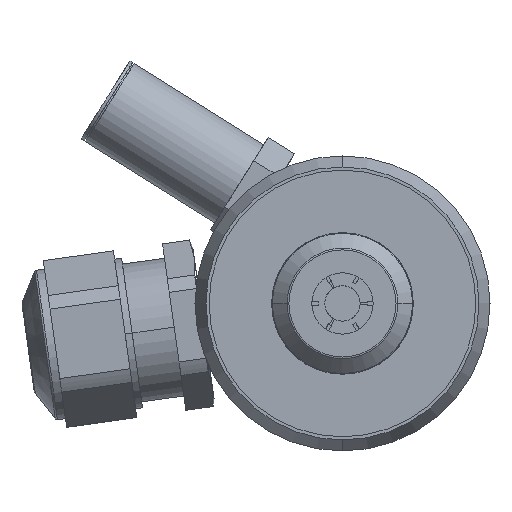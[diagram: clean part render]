
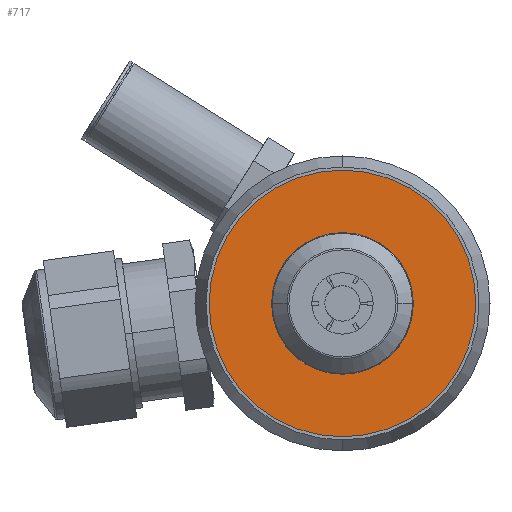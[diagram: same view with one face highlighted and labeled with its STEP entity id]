
A CAD part, left-side view. The second image highlights one B-rep face of the part: STEP entity #717.
In plain terms, the highlighted planar face has unit normal (-1, 0, 0).
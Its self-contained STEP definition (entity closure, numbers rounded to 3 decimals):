
#521 = EDGE_LOOP ( 'NONE', ( #813, #522 ) ) ;
#522 = ORIENTED_EDGE ( 'NONE', *, *, #861, .T. ) ;
#645 = VERTEX_POINT ( 'NONE', #3882 ) ;
#650 = EDGE_CURVE ( 'NONE', #752, #645, #3884, .T. ) ;
#684 = EDGE_LOOP ( 'NONE', ( #685, #687 ) ) ;
#685 = ORIENTED_EDGE ( 'NONE', *, *, #650, .F. ) ;
#687 = ORIENTED_EDGE ( 'NONE', *, *, #716, .F. ) ;
#716 = EDGE_CURVE ( 'NONE', #645, #752, #4027, .T. ) ;
#717 = ADVANCED_FACE ( 'NONE', ( #4135, #3995 ), #4107, .T. ) ;
#752 = VERTEX_POINT ( 'NONE', #4067 ) ;
#757 = EDGE_CURVE ( 'NONE', #805, #804, #4012, .T. ) ;
#804 = VERTEX_POINT ( 'NONE', #4277 ) ;
#805 = VERTEX_POINT ( 'NONE', #4219 ) ;
#813 = ORIENTED_EDGE ( 'NONE', *, *, #757, .T. ) ;
#861 = EDGE_CURVE ( 'NONE', #804, #805, #4169, .T. ) ;
#3856 = DIRECTION ( 'NONE',  ( 0., -1., 0. ) ) ;
#3857 = AXIS2_PLACEMENT_3D ( 'NONE', #3973, #3888, #3856 ) ;
#3882 = CARTESIAN_POINT ( 'NONE',  ( -75.625, 4.119, 36.476 ) ) ;
#3884 = CIRCLE ( 'NONE', #3857, 5.3 ) ;
#3888 = DIRECTION ( 'NONE',  ( -1., 0., 0. ) ) ;
#3973 = CARTESIAN_POINT ( 'NONE',  ( -75.625, 9.419, 36.476 ) ) ;
#3995 = FACE_BOUND ( 'NONE', #684, .T. ) ;
#4007 = DIRECTION ( 'NONE',  ( 0., -1., 0. ) ) ;
#4008 = DIRECTION ( 'NONE',  ( -1., 0., 0. ) ) ;
#4009 = CARTESIAN_POINT ( 'NONE',  ( -75.625, 9.419, 36.476 ) ) ;
#4010 = AXIS2_PLACEMENT_3D ( 'NONE', #4009, #4008, #4007 ) ;
#4012 = CIRCLE ( 'NONE', #4010, 11.3 ) ;
#4016 = DIRECTION ( 'NONE',  ( 0., -1., 0. ) ) ;
#4017 = DIRECTION ( 'NONE',  ( -1., 0., 0. ) ) ;
#4027 = CIRCLE ( 'NONE', #4145, 5.3 ) ;
#4052 = CARTESIAN_POINT ( 'NONE',  ( -75.625, 9.419, 36.476 ) ) ;
#4067 = CARTESIAN_POINT ( 'NONE',  ( -75.625, 14.719, 36.476 ) ) ;
#4107 = PLANE ( 'NONE',  #4147 ) ;
#4113 = CARTESIAN_POINT ( 'NONE',  ( -75.625, 9.419, 36.476 ) ) ;
#4135 = FACE_OUTER_BOUND ( 'NONE', #521, .T. ) ;
#4143 = DIRECTION ( 'NONE',  ( 0., -1., 0. ) ) ;
#4144 = DIRECTION ( 'NONE',  ( -1., 0., 0. ) ) ;
#4145 = AXIS2_PLACEMENT_3D ( 'NONE', #4113, #4144, #4143 ) ;
#4147 = AXIS2_PLACEMENT_3D ( 'NONE', #4052, #4017, #4016 ) ;
#4169 = CIRCLE ( 'NONE', #4232, 11.3 ) ;
#4203 = DIRECTION ( 'NONE',  ( 0., -1., 0. ) ) ;
#4219 = CARTESIAN_POINT ( 'NONE',  ( -75.625, 20.719, 36.476 ) ) ;
#4223 = CARTESIAN_POINT ( 'NONE',  ( -75.625, 9.419, 36.476 ) ) ;
#4227 = DIRECTION ( 'NONE',  ( -1., 0., 0. ) ) ;
#4232 = AXIS2_PLACEMENT_3D ( 'NONE', #4223, #4227, #4203 ) ;
#4277 = CARTESIAN_POINT ( 'NONE',  ( -75.625, -1.881, 36.476 ) ) ;
